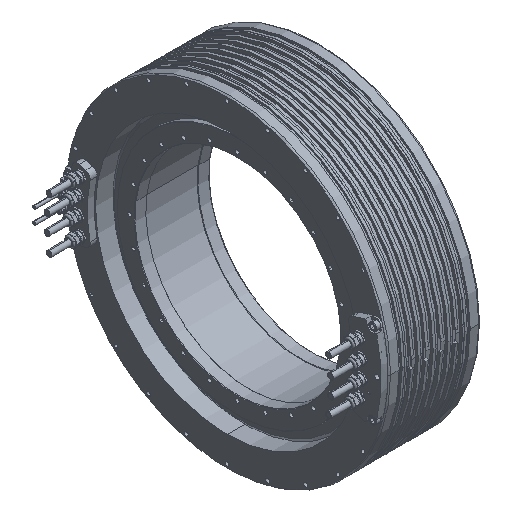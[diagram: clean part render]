
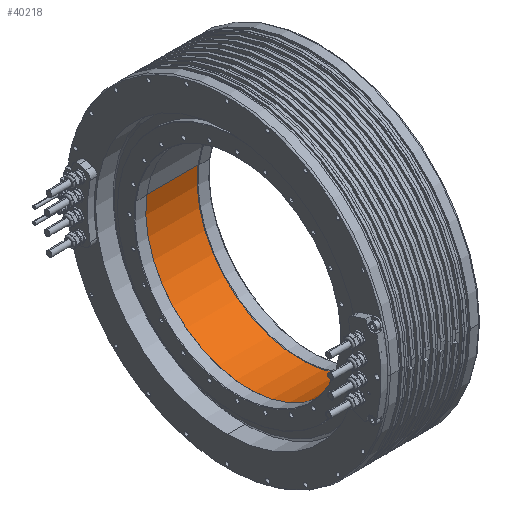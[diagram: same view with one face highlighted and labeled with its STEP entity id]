
A CAD part, isometric view. The second image highlights one B-rep face of the part: STEP entity #40218.
In plain terms, the highlighted cylindrical face has radius 180.75 mm (diameter 361.5 mm), a partial arc.
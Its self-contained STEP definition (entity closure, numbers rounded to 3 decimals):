
#36851=CARTESIAN_POINT('',(23.25,0.,0.));
#36852=DIRECTION('',(1.,0.,0.));
#36853=DIRECTION('',(0.,-0.991,-0.131));
#36854=AXIS2_PLACEMENT_3D('',#36851,#36852,#36853);
#36870=DIRECTION('',(-1.,0.,0.));
#36871=VECTOR('',#36870,89.5);
#36872=CARTESIAN_POINT('',(23.25,179.204,23.593));
#36873=LINE('',#36872,#36871);
#36874=DIRECTION('',(-1.,0.,0.));
#36875=VECTOR('',#36874,89.5);
#36876=CARTESIAN_POINT('',(23.25,-179.204,-23.593));
#36877=LINE('',#36876,#36875);
#36883=CARTESIAN_POINT('',(-66.25,0.,0.));
#36884=DIRECTION('',(-1.,0.,0.));
#36885=DIRECTION('',(0.,0.991,0.131));
#36886=AXIS2_PLACEMENT_3D('',#36883,#36884,#36885);
#38071=CARTESIAN_POINT('',(23.25,-179.204,-23.593));
#38072=VERTEX_POINT('',#38071);
#38073=CARTESIAN_POINT('',(23.25,179.204,23.593));
#38074=VERTEX_POINT('',#38073);
#38075=CARTESIAN_POINT('',(-66.25,179.204,23.593));
#38076=VERTEX_POINT('',#38075);
#38077=CARTESIAN_POINT('',(-66.25,-179.204,-23.593));
#38078=VERTEX_POINT('',#38077);
#40206=CARTESIAN_POINT('',(-71.55,0.,0.));
#40207=DIRECTION('',(1.,0.,0.));
#40208=DIRECTION('',(0.,-0.991,-0.131));
#40209=AXIS2_PLACEMENT_3D('',#40206,#40207,#40208);
#40210=CYLINDRICAL_SURFACE('',#40209,180.75);
#40211=ORIENTED_EDGE('',*,*,#40196,.F.);
#40212=ORIENTED_EDGE('',*,*,#40171,.F.);
#40213=ORIENTED_EDGE('',*,*,#40200,.T.);
#40215=ORIENTED_EDGE('',*,*,#40214,.F.);
#40216=EDGE_LOOP('',(#40211,#40212,#40213,#40215));
#40217=FACE_OUTER_BOUND('',#40216,.F.);
#36855=CIRCLE('',#36854,180.75);
#36887=CIRCLE('',#36886,180.75);
#40171=EDGE_CURVE('',#38072,#38074,#36855,.T.);
#40196=EDGE_CURVE('',#38074,#38076,#36873,.T.);
#40200=EDGE_CURVE('',#38072,#38078,#36877,.T.);
#40214=EDGE_CURVE('',#38076,#38078,#36887,.T.);
#40218=ADVANCED_FACE('',(#40217),#40210,.F.);
